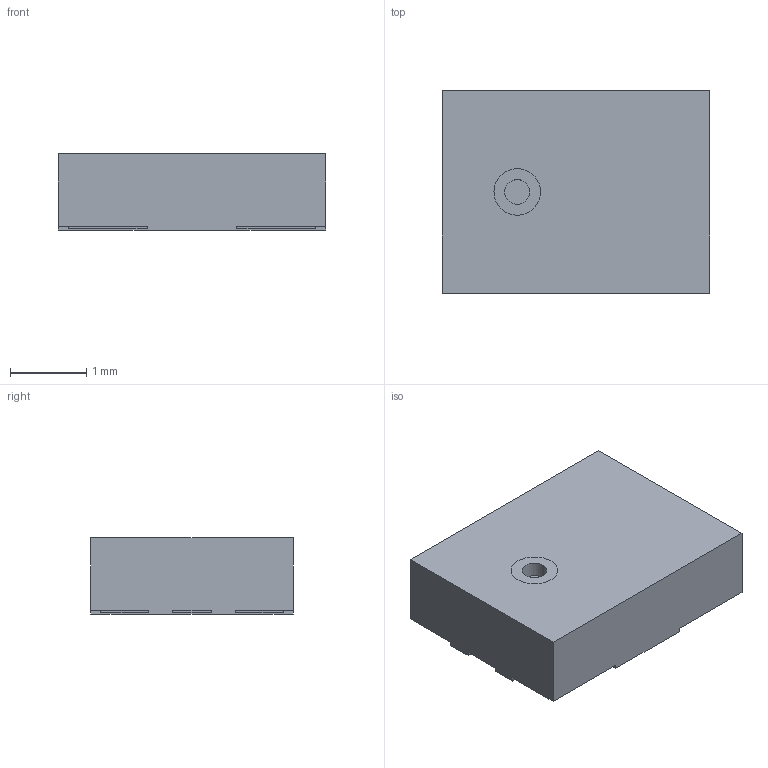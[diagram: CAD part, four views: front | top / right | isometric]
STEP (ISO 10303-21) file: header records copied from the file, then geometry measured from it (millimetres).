
FILE_DESCRIPTION(('FreeCAD Model'),'2;1');
FILE_NAME( 'SPH0644HM.step', '2020-01-23T19:11:35',('kicad StepUp'),('ksu MCAD'), 'Open CASCADE STEP processor 7.3','FreeCAD','Unknown');
FILE_SCHEMA(('AUTOMOTIVE_DESIGN { 1 0 10303 214 1 1 1 1 }'));
Length unit declared in the file: millimetre
Products named in the file (1): SPH0644HM
Bounding box: 3.5 x 2.65 x 1 mm (x, y, z)
Volume: 9.1 mm3; surface area: 40.2 mm2
Topology: 8 solids, 8 shells, 72 faces, 495 edges, 1430 vertices
Faces by surface type: plane 66, cylinder 6
Entity records: 6885 total; most frequent: CARTESIAN_POINT 1998, DIRECTION 677, LINE 459, VECTOR 459, GEOMETRIC_CURVE_SET 331, ORIENTED_EDGE 330, TRIMMED_CURVE 330, STYLED_ITEM 173
